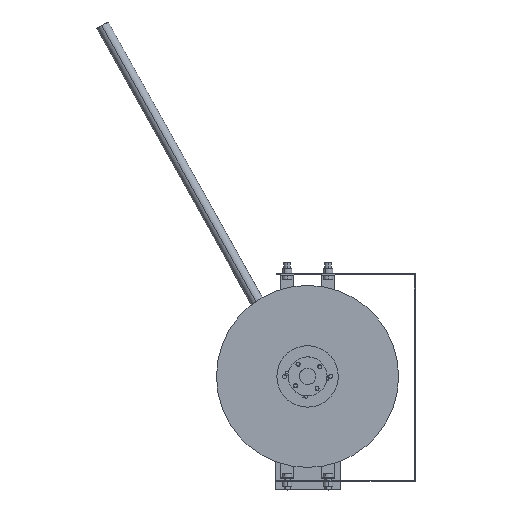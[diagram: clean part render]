
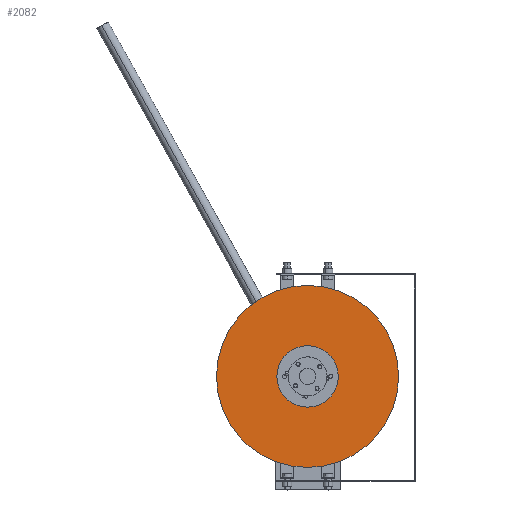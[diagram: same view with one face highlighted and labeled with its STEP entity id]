
A CAD part, top view. The second image highlights one B-rep face of the part: STEP entity #2082.
In plain terms, the highlighted planar face has unit normal (0, 0, 1).
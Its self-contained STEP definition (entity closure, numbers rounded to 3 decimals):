
#529 = VERTEX_POINT ( 'NONE', #1399 ) ;
#690 = VERTEX_POINT ( 'NONE', #1005 ) ;
#883 = VERTEX_POINT ( 'NONE', #1200 ) ;
#1005 = CARTESIAN_POINT ( 'NONE',  ( -177.8, 0., 3. ) ) ;
#1099 = CARTESIAN_POINT ( 'NONE',  ( 177.8, 0., 3. ) ) ;
#1200 = CARTESIAN_POINT ( 'NONE',  ( -15.9, 0., 3. ) ) ;
#1292 = VERTEX_POINT ( 'NONE', #1099 ) ;
#1399 = CARTESIAN_POINT ( 'NONE',  ( 15.9, 0., 3. ) ) ;
#2082 = ADVANCED_FACE ( 'NONE', ( #8010, #8019 ), #10410, .T. ) ;
#3243 = EDGE_LOOP ( 'NONE', ( #3435, #3664 ) ) ;
#3301 = EDGE_LOOP ( 'NONE', ( #3646, #3618 ) ) ;
#3435 = ORIENTED_EDGE ( 'NONE', *, *, #4241, .F. ) ;
#3618 = ORIENTED_EDGE ( 'NONE', *, *, #4287, .T. ) ;
#3646 = ORIENTED_EDGE ( 'NONE', *, *, #4261, .T. ) ;
#3664 = ORIENTED_EDGE ( 'NONE', *, *, #4273, .F. ) ;
#4241 = EDGE_CURVE ( 'NONE', #883, #529, #8654, .T. ) ;
#4261 = EDGE_CURVE ( 'NONE', #690, #1292, #8685, .T. ) ;
#4273 = EDGE_CURVE ( 'NONE', #529, #883, #8703, .T. ) ;
#4287 = EDGE_CURVE ( 'NONE', #1292, #690, #8722, .T. ) ;
#5354 = CARTESIAN_POINT ( 'NONE',  ( 0., 0., 3. ) ) ;
#5360 = DIRECTION ( 'NONE',  ( 0., 0., 1. ) ) ;
#5362 = DIRECTION ( 'NONE',  ( 1., 0., 0. ) ) ;
#5457 = CARTESIAN_POINT ( 'NONE',  ( 0., 0., 3. ) ) ;
#5459 = DIRECTION ( 'NONE',  ( 0., 0., 1. ) ) ;
#5461 = DIRECTION ( 'NONE',  ( 1., 0., 0. ) ) ;
#5502 = CARTESIAN_POINT ( 'NONE',  ( 0., 0., 3. ) ) ;
#5518 = DIRECTION ( 'NONE',  ( 0., 0., 1. ) ) ;
#5520 = DIRECTION ( 'NONE',  ( 1., 0., 0. ) ) ;
#5572 = CARTESIAN_POINT ( 'NONE',  ( 0., 0., 3. ) ) ;
#5592 = DIRECTION ( 'NONE',  ( 0., 0., 1. ) ) ;
#5594 = DIRECTION ( 'NONE',  ( 1., 0., 0. ) ) ;
#7871 = AXIS2_PLACEMENT_3D ( 'NONE', #10455, #10026, #10238 ) ;
#8010 = FACE_OUTER_BOUND ( 'NONE', #3301, .T. ) ;
#8019 = FACE_BOUND ( 'NONE', #3243, .T. ) ;
#8472 = AXIS2_PLACEMENT_3D ( 'NONE', #5354, #5360, #5362 ) ;
#8480 = AXIS2_PLACEMENT_3D ( 'NONE', #5502, #5518, #5520 ) ;
#8482 = AXIS2_PLACEMENT_3D ( 'NONE', #5457, #5459, #5461 ) ;
#8490 = AXIS2_PLACEMENT_3D ( 'NONE', #5572, #5592, #5594 ) ;
#8654 = CIRCLE ( 'NONE', #8472, 15.9 ) ;
#8685 = CIRCLE ( 'NONE', #8482, 177.8 ) ;
#8703 = CIRCLE ( 'NONE', #8480, 15.9 ) ;
#8722 = CIRCLE ( 'NONE', #8490, 177.8 ) ;
#10026 = DIRECTION ( 'NONE',  ( 0., 0., 1. ) ) ;
#10238 = DIRECTION ( 'NONE',  ( 1., 0., 0. ) ) ;
#10410 = PLANE ( 'NONE',  #7871 ) ;
#10455 = CARTESIAN_POINT ( 'NONE',  ( 0., 0., 3. ) ) ;
